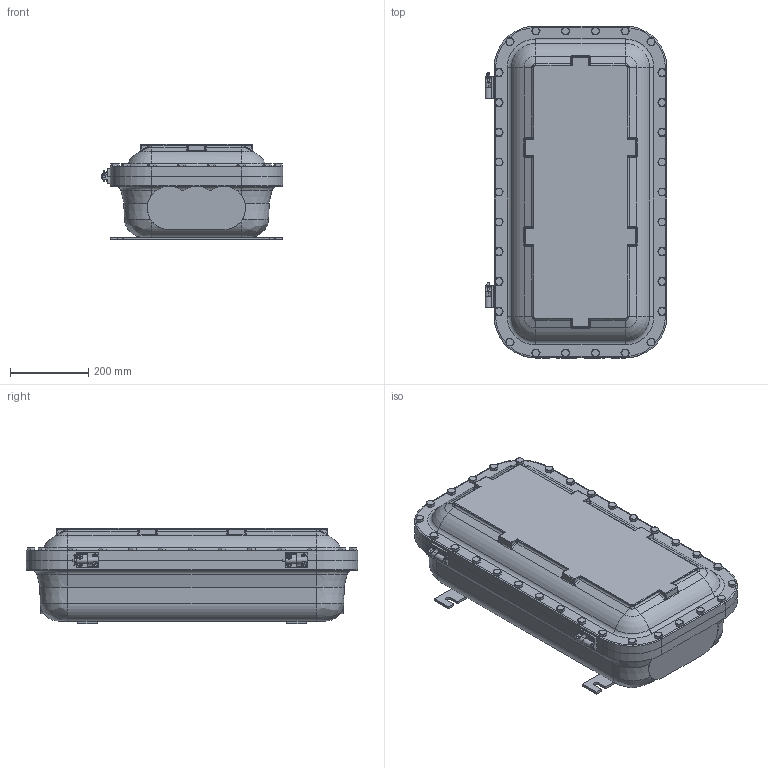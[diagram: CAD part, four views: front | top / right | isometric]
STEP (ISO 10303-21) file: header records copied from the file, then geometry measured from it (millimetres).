
FILE_DESCRIPTION(/* description */ (''),/* implementation_level */ '2;1');
FILE_NAME(/* name */ 'KIL_B7EL.stp',/* time_stamp */ '2018-01-09T10:12:20+06:00',/* author */ ('ypadmaraja'),/* organization */ (''),/* preprocessor_version */ 'ST-DEVELOPER v16.13',/* originating_system */ 'Autodesk Inventor 2018',/* authorisation */ '');
FILE_SCHEMA (('AUTOMOTIVE_DESIGN { 1 0 10303 214 3 1 1 }'));
Length unit declared in the file: inch
Products named in the file (12): B7EL; 19940AAAM; 19940ABAM; 17339; Hinge 11B; 18094; Hinge 11T; 18095; 18093; SAE J487a - 1/8 x 3/4    Extended Prong Square Cut Type; 18147AABB; 17137ABAM
Assembly tree (49 placements, depth 3):
  B7EL
    19940AAAM
    19940ABAM
    17339  x30
    Hinge 11B
      18094
      18093
    Hinge 11T
      18095
      18093
      SAE J487a - 1/8 x 3/4    Extended Prong Square Cut Type
    18147AABB  x8
    17137ABAM  x2
Bounding box: 464.31 x 847.73 x 242.82 mm (x, y, z)
Volume: 24896863.7 mm3; surface area: 2427523.9 mm2
Topology: 49 solids, 49 shells, 2447 faces, 6117 edges, 3850 vertices
Faces by surface type: plane 1216, cone 510, cylinder 483, bspline 160, torus 58, sphere 20
Full cylindrical faces by diameter (mm): 2.779 x1, 4.978 x4, 5.613 x8, 6.198 x8, 6.35 x4, 6.746 x8, 8.075 x2, 8.077 x4, 10.592 x30, 10.719 x4, 11.43 x30, 12.304 x30, 12.418 x8, 12.675 x30, 13.492 x30, 13.494 x4, 17.272 x30
Entity records: 37076 total; most frequent: CARTESIAN_POINT 10333, DIRECTION 5195, ORIENTED_EDGE 5096, EDGE_CURVE 2548, AXIS2_PLACEMENT_3D 1978, VERTEX_POINT 1716, EDGE_LOOP 1514, LINE 1239
